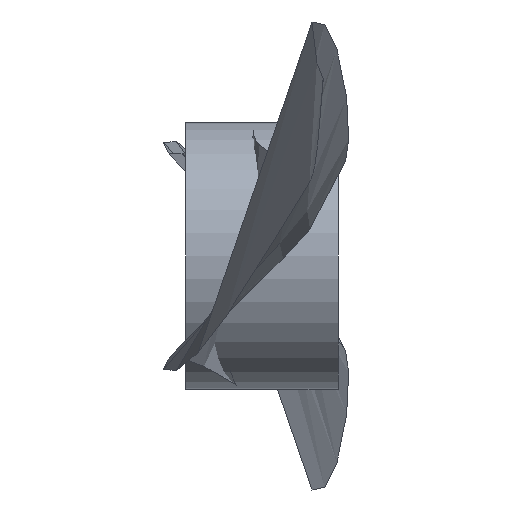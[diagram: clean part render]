
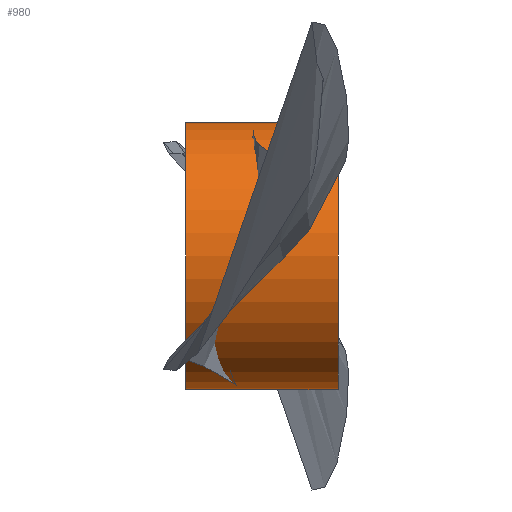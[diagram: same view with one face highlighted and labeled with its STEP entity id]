
A CAD part, left-side view. The second image highlights one B-rep face of the part: STEP entity #980.
In plain terms, the highlighted cylindrical face has radius 10.033 mm (diameter 20.066 mm), a partial arc.
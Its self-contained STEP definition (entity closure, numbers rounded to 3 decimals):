
#99 = LINE ( 'NONE', #1226, #1237 ) ;
#146 = DIRECTION ( 'NONE',  ( 0., -1., 0. ) ) ;
#153 = VERTEX_POINT ( 'NONE', #2375 ) ;
#164 = CARTESIAN_POINT ( 'NONE',  ( 0., 11.43, 0. ) ) ;
#307 = AXIS2_PLACEMENT_3D ( 'NONE', #2926, #365, #2709 ) ;
#365 = DIRECTION ( 'NONE',  ( 0., 1., 0. ) ) ;
#557 = VECTOR ( 'NONE', #146, 1000. ) ;
#722 = CYLINDRICAL_SURFACE ( 'NONE', #2691, 10.033 ) ;
#748 = ORIENTED_EDGE ( 'NONE', *, *, #1391, .T. ) ;
#770 = DIRECTION ( 'NONE',  ( 0., 0., 1. ) ) ;
#772 = EDGE_CURVE ( 'NONE', #1501, #1339, #3605, .T. ) ;
#932 = ORIENTED_EDGE ( 'NONE', *, *, #772, .F. ) ;
#963 = CARTESIAN_POINT ( 'NONE',  ( 0., 0., 0. ) ) ;
#980 = ADVANCED_FACE ( 'NONE', ( #1623 ), #722, .T. ) ;
#1064 = DIRECTION ( 'NONE',  ( 0., -1., 0. ) ) ;
#1226 = CARTESIAN_POINT ( 'NONE',  ( 0., 11.43, -10.033 ) ) ;
#1237 = VECTOR ( 'NONE', #1267, 1000. ) ;
#1267 = DIRECTION ( 'NONE',  ( 0., -1., 0. ) ) ;
#1331 = EDGE_CURVE ( 'NONE', #153, #1501, #1970, .T. ) ;
#1339 = VERTEX_POINT ( 'NONE', #2666 ) ;
#1391 = EDGE_CURVE ( 'NONE', #153, #2693, #99, .T. ) ;
#1501 = VERTEX_POINT ( 'NONE', #2383 ) ;
#1514 = ORIENTED_EDGE ( 'NONE', *, *, #1719, .T. ) ;
#1623 = FACE_OUTER_BOUND ( 'NONE', #2951, .T. ) ;
#1719 = EDGE_CURVE ( 'NONE', #2693, #1339, #2259, .T. ) ;
#1970 = CIRCLE ( 'NONE', #307, 10.033 ) ;
#2141 = CARTESIAN_POINT ( 'NONE',  ( 0., 0., -10.033 ) ) ;
#2259 = CIRCLE ( 'NONE', #3163, 10.033 ) ;
#2375 = CARTESIAN_POINT ( 'NONE',  ( 0., 11.43, -10.033 ) ) ;
#2383 = CARTESIAN_POINT ( 'NONE',  ( 0., 11.43, 10.033 ) ) ;
#2666 = CARTESIAN_POINT ( 'NONE',  ( 0., 0., 10.033 ) ) ;
#2691 = AXIS2_PLACEMENT_3D ( 'NONE', #164, #1064, #3624 ) ;
#2693 = VERTEX_POINT ( 'NONE', #2141 ) ;
#2709 = DIRECTION ( 'NONE',  ( 0., 0., 1. ) ) ;
#2758 = CARTESIAN_POINT ( 'NONE',  ( 0., 11.43, 10.033 ) ) ;
#2926 = CARTESIAN_POINT ( 'NONE',  ( 0., 11.43, 0. ) ) ;
#2931 = ORIENTED_EDGE ( 'NONE', *, *, #1331, .F. ) ;
#2951 = EDGE_LOOP ( 'NONE', ( #932, #2931, #748, #1514 ) ) ;
#3163 = AXIS2_PLACEMENT_3D ( 'NONE', #963, #3596, #770 ) ;
#3596 = DIRECTION ( 'NONE',  ( 0., 1., 0. ) ) ;
#3605 = LINE ( 'NONE', #2758, #557 ) ;
#3624 = DIRECTION ( 'NONE',  ( 0., 0., -1. ) ) ;
